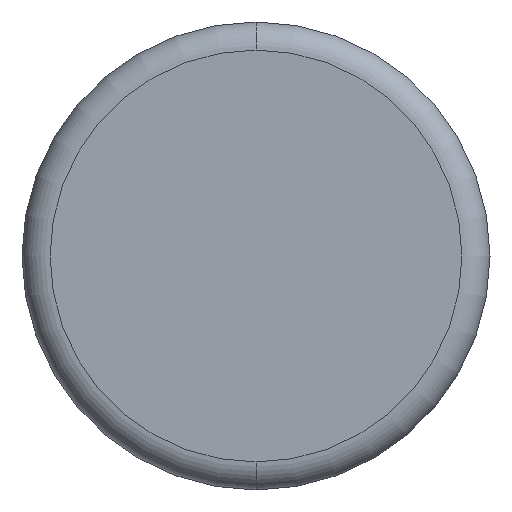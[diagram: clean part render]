
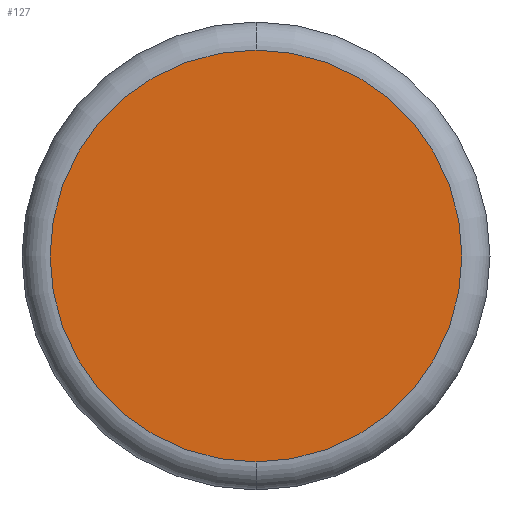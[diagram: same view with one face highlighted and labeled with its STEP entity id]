
A CAD part, front view. The second image highlights one B-rep face of the part: STEP entity #127.
In plain terms, the highlighted planar face has unit normal (0, -1, 0).
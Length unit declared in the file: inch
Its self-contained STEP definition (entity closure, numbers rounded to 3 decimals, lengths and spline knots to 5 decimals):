
#74 = DIRECTION ( 'NONE',  ( 0., 0., -1. ) ) ;
#78 = CARTESIAN_POINT ( 'NONE',  ( 0., 0., 0. ) ) ;
#84 = AXIS2_PLACEMENT_3D ( 'NONE', #193, #502, #74 ) ;
#96 = CIRCLE ( 'NONE', #413, 0.22 ) ;
#113 = EDGE_CURVE ( 'NONE', #162, #356, #334, .T. ) ;
#115 = FACE_OUTER_BOUND ( 'NONE', #206, .T. ) ;
#124 = CARTESIAN_POINT ( 'NONE',  ( 0., 0., -0.22 ) ) ;
#127 = ADVANCED_FACE ( 'NONE', ( #115 ), #494, .T. ) ;
#159 = ORIENTED_EDGE ( 'NONE', *, *, #113, .T. ) ;
#162 = VERTEX_POINT ( 'NONE', #124 ) ;
#193 = CARTESIAN_POINT ( 'NONE',  ( 0., 0., 0. ) ) ;
#197 = CARTESIAN_POINT ( 'NONE',  ( 0., 0., 0. ) ) ;
#206 = EDGE_LOOP ( 'NONE', ( #159, #317 ) ) ;
#233 = AXIS2_PLACEMENT_3D ( 'NONE', #197, #367, #284 ) ;
#283 = EDGE_CURVE ( 'NONE', #356, #162, #96, .T. ) ;
#284 = DIRECTION ( 'NONE',  ( 0., 0., -1. ) ) ;
#317 = ORIENTED_EDGE ( 'NONE', *, *, #283, .T. ) ;
#334 = CIRCLE ( 'NONE', #84, 0.22 ) ;
#356 = VERTEX_POINT ( 'NONE', #448 ) ;
#367 = DIRECTION ( 'NONE',  ( 0., -1., 0. ) ) ;
#383 = DIRECTION ( 'NONE',  ( 0., -1., 0. ) ) ;
#388 = DIRECTION ( 'NONE',  ( 0., 0., -1. ) ) ;
#413 = AXIS2_PLACEMENT_3D ( 'NONE', #78, #383, #388 ) ;
#448 = CARTESIAN_POINT ( 'NONE',  ( 0., 0., 0.22 ) ) ;
#494 = PLANE ( 'NONE',  #233 ) ;
#502 = DIRECTION ( 'NONE',  ( 0., -1., 0. ) ) ;
